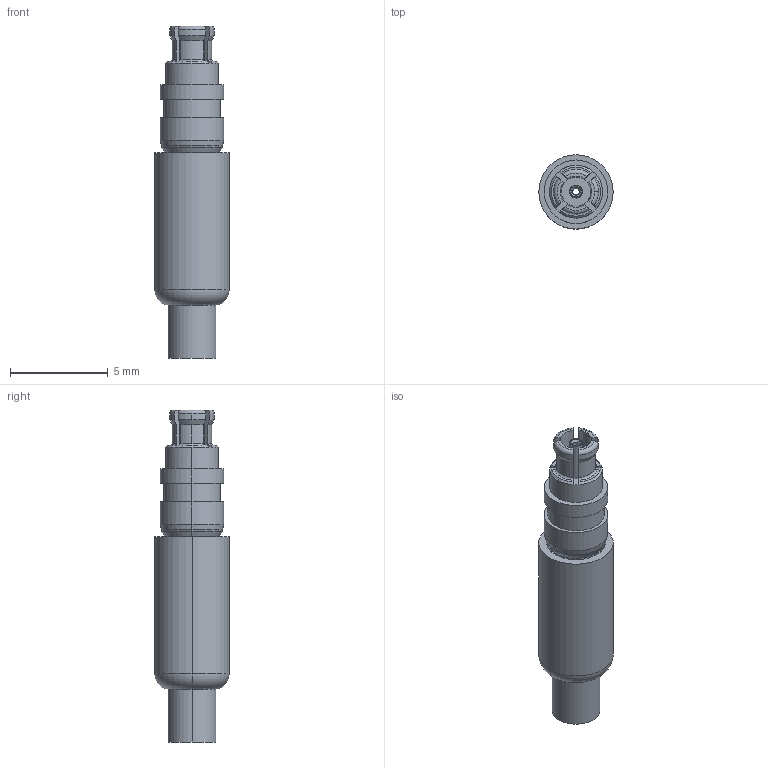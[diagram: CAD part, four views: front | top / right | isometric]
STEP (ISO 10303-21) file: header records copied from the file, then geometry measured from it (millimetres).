
FILE_DESCRIPTION (( 'STEP AP214' ), '1' );
FILE_NAME ('56M-057-D3-AA.STEP', '2024-08-08T11:46:11', ( '' ), ( '' ), 'SwSTEP 2.0', 'SolidWorks 2024', '' );
FILE_SCHEMA (( 'AUTOMOTIVE_DESIGN' ));
Length unit declared in the file: millimetre
Products named in the file (1): 56M-057-D3-AA
Bounding box: 3.8 x 3.8 x 16.98 mm (x, y, z)
Surface area: 289.1 mm2 (no closed solid volume)
Topology: 0 solids, 5 shells, 100 faces, 324 edges, 229 vertices
Faces by surface type: plane 33, cylinder 32, cone 21, torus 14
Entity records: 3926 total; most frequent: CARTESIAN_POINT 1126, DIRECTION 595, ORIENTED_EDGE 549, EDGE_CURVE 324, AXIS2_PLACEMENT_3D 250, VERTEX_POINT 229, CIRCLE 149, EDGE_LOOP 107
